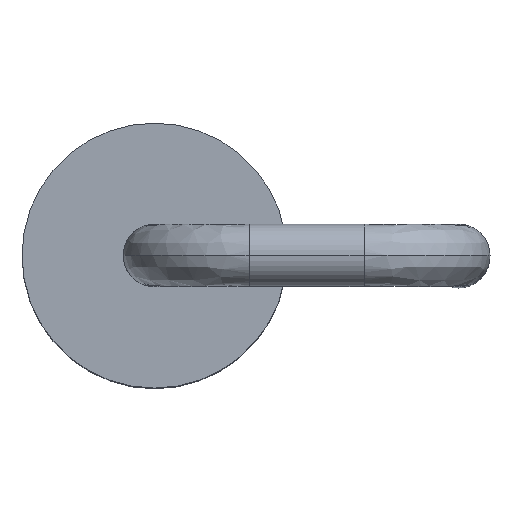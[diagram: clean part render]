
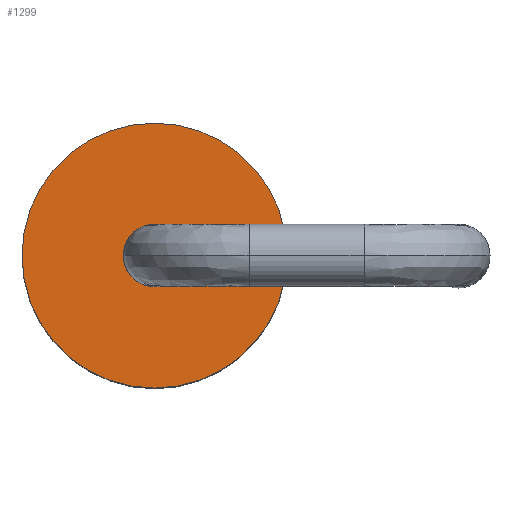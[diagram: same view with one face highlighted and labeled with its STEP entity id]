
A CAD part, top view. The second image highlights one B-rep face of the part: STEP entity #1299.
In plain terms, the highlighted planar face has unit normal (0, 0, 1).
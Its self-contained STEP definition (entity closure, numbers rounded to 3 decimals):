
#16 = ORIENTED_EDGE ( 'NONE', *, *, #758, .F. ) ;
#20 = DIRECTION ( 'NONE',  ( 1., 0., 0. ) ) ;
#138 = AXIS2_PLACEMENT_3D ( 'NONE', #599, #1679, #748 ) ;
#494 = EDGE_CURVE ( 'NONE', #1240, #1143, #1044, .T. ) ;
#506 = AXIS2_PLACEMENT_3D ( 'NONE', #660, #967, #1269 ) ;
#599 = CARTESIAN_POINT ( 'NONE',  ( 0., 0., 11.03 ) ) ;
#615 = CARTESIAN_POINT ( 'NONE',  ( 2.8, 0., 11.03 ) ) ;
#660 = CARTESIAN_POINT ( 'NONE',  ( 0., 0., 11.03 ) ) ;
#720 = AXIS2_PLACEMENT_3D ( 'NONE', #1667, #1450, #20 ) ;
#748 = DIRECTION ( 'NONE',  ( 1., 0., 0. ) ) ;
#758 = EDGE_CURVE ( 'NONE', #1143, #1240, #1634, .T. ) ;
#967 = DIRECTION ( 'NONE',  ( 0., 0., -1. ) ) ;
#1044 = CIRCLE ( 'NONE', #506, 2.8 ) ;
#1143 = VERTEX_POINT ( 'NONE', #615 ) ;
#1169 = CARTESIAN_POINT ( 'NONE',  ( -2.8, 0., 11.03 ) ) ;
#1240 = VERTEX_POINT ( 'NONE', #1169 ) ;
#1269 = DIRECTION ( 'NONE',  ( 1., 0., 0. ) ) ;
#1299 = ADVANCED_FACE ( 'NONE', ( #1635 ), #1993, .T. ) ;
#1450 = DIRECTION ( 'NONE',  ( 0., 0., -1. ) ) ;
#1634 = CIRCLE ( 'NONE', #720, 2.8 ) ;
#1635 = FACE_OUTER_BOUND ( 'NONE', #1967, .T. ) ;
#1667 = CARTESIAN_POINT ( 'NONE',  ( 0., 0., 11.03 ) ) ;
#1679 = DIRECTION ( 'NONE',  ( 0., 0., 1. ) ) ;
#1725 = ORIENTED_EDGE ( 'NONE', *, *, #494, .F. ) ;
#1967 = EDGE_LOOP ( 'NONE', ( #16, #1725 ) ) ;
#1993 = PLANE ( 'NONE',  #138 ) ;
